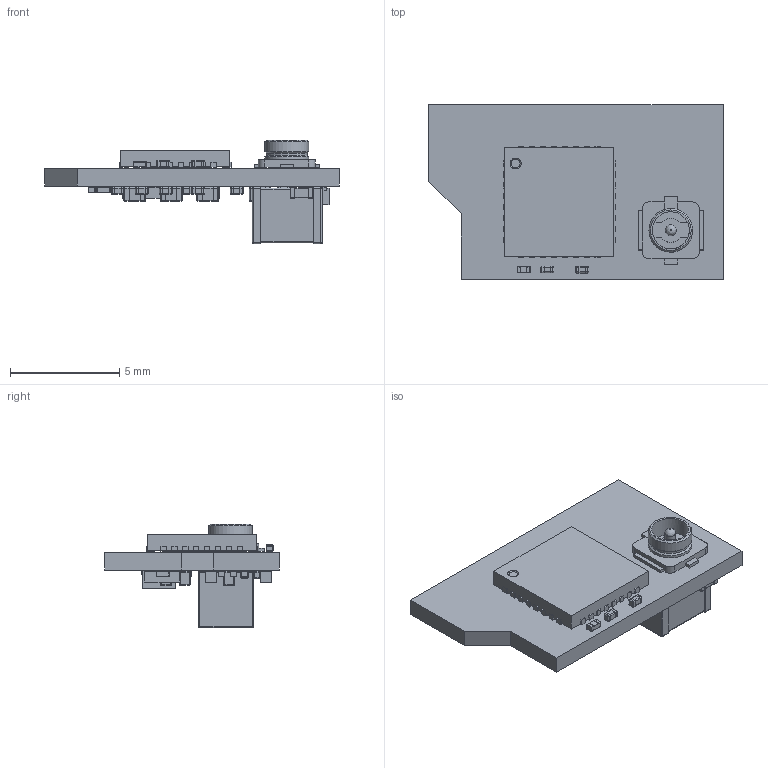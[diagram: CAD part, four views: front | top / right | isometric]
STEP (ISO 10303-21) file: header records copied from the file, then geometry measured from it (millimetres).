
FILE_DESCRIPTION(('KiCad electronic assembly'),'2;1');
FILE_NAME('Miniscope-v4-Rigid-Flex-Ser.step','2019-10-03T22:32:36',( 'An Author'),('A Company'),'Open CASCADE STEP processor 6.9', 'KiCad to STEP converter','Unknown');
FILE_SCHEMA(('AUTOMOTIVE_DESIGN { 1 0 10303 214 1 1 1 1 }'));
Length unit declared in the file: millimetre
Products named in the file (20): Open CASCADE STEP translator 6.9 1; R_0201_0603Metric_ERJ_L; COMPOUND; L_0402_1005Metric; SOLID; C_0201_0603Metric_L; QFN_33_P50_500X500X80L40X24T310L; SON_6_P50_150X150X80L50X25L; L_1210_3225Metric_L; XQFN8; U.FL-R-SMT-1_v1; C_0402_1005Metric_L
Assembly tree (46 placements, depth 3):
  Open CASCADE STEP translator 6.9 1
    R_0201_0603Metric_ERJ_L  x7
      COMPOUND
    L_0402_1005Metric  x3
      SOLID
    C_0201_0603Metric_L  x16
      COMPOUND
    QFN_33_P50_500X500X80L40X24T310L
      COMPOUND
    SON_6_P50_150X150X80L50X25L
      COMPOUND
    L_1210_3225Metric_L
      COMPOUND
    XQFN8
      SOLID
    U.FL-R-SMT-1_v1
      SOLID
    C_0402_1005Metric_L  x5
      COMPOUND
    SOLID
Bounding box: 13.5 x 8 x 4.75 mm (x, y, z)
Volume: 130.9 mm3; surface area: 517.8 mm2
Topology: 141 solids, 141 shells, 2054 faces, 4675 edges, 2682 vertices
Faces by surface type: plane 1102, cylinder 711, sphere 232, torus 4, cone 4, bspline 1
Full cylindrical faces by diameter (mm): 0.5 x1, 1.7 x1, 1.86 x1, 2 x2
Entity records: 44404 total; most frequent: CARTESIAN_POINT 9289, DIRECTION 5724, LINE 3862, VECTOR 3862, ORIENTED_EDGE 2884, PCURVE 2884, DEFINITIONAL_REPRESENTATION 2884, EDGE_CURVE 1442
